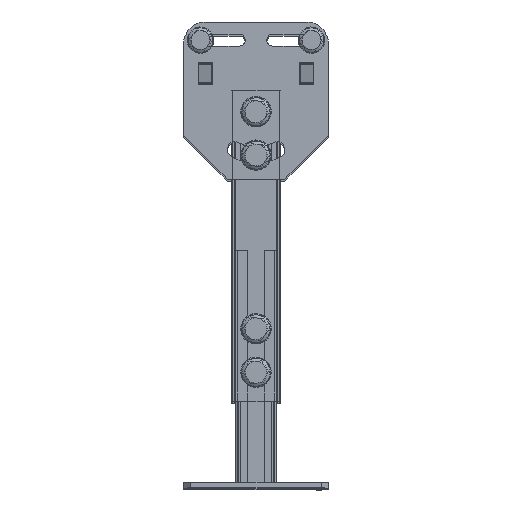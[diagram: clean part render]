
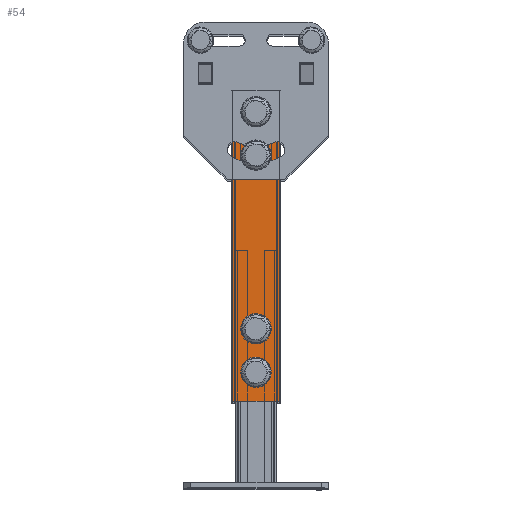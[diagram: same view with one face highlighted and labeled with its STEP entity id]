
A CAD part, top view. The second image highlights one B-rep face of the part: STEP entity #54.
In plain terms, the highlighted face is planar.
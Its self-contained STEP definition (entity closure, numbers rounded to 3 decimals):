
#54 = ADVANCED_FACE ( 'NONE', ( #8139, #9591, #7504, #4826, #1269 ), #8349, .F. ) ;
#121 = EDGE_LOOP ( 'NONE', ( #416, #4134 ) ) ;
#135 = DIRECTION ( 'NONE',  ( 0., 0., 1. ) ) ;
#176 = VECTOR ( 'NONE', #1051, 1000. ) ;
#211 = DIRECTION ( 'NONE',  ( -1., 0., 0. ) ) ;
#404 = DIRECTION ( 'NONE',  ( 0., 0., 1. ) ) ;
#416 = ORIENTED_EDGE ( 'NONE', *, *, #10293, .F. ) ;
#596 = CIRCLE ( 'NONE', #2114, 5.1 ) ;
#686 = AXIS2_PLACEMENT_3D ( 'NONE', #1851, #930, #1772 ) ;
#769 = CARTESIAN_POINT ( 'NONE',  ( -17., 0., 16. ) ) ;
#771 = VERTEX_POINT ( 'NONE', #10592 ) ;
#779 = CARTESIAN_POINT ( 'NONE',  ( -17., 20., 0. ) ) ;
#783 = ORIENTED_EDGE ( 'NONE', *, *, #7556, .T. ) ;
#862 = DIRECTION ( 'NONE',  ( -1., 0., 0. ) ) ;
#926 = ORIENTED_EDGE ( 'NONE', *, *, #959, .F. ) ;
#930 = DIRECTION ( 'NONE',  ( 1., 0., 0. ) ) ;
#950 = CARTESIAN_POINT ( 'NONE',  ( -17., 215., 17. ) ) ;
#959 = EDGE_CURVE ( 'NONE', #5370, #5026, #2048, .T. ) ;
#1051 = DIRECTION ( 'NONE',  ( 0., 0., 1. ) ) ;
#1064 = CARTESIAN_POINT ( 'NONE',  ( -17., 200., 0. ) ) ;
#1136 = LINE ( 'NONE', #2823, #10736 ) ;
#1269 = FACE_OUTER_BOUND ( 'NONE', #10058, .T. ) ;
#1310 = DIRECTION ( 'NONE',  ( 0., 1., 0. ) ) ;
#1333 = EDGE_CURVE ( 'NONE', #3954, #8918, #2027, .T. ) ;
#1419 = CARTESIAN_POINT ( 'NONE',  ( -17., 215., 16. ) ) ;
#1470 = VERTEX_POINT ( 'NONE', #4236 ) ;
#1622 = DIRECTION ( 'NONE',  ( 0., 0., 1. ) ) ;
#1674 = CARTESIAN_POINT ( 'NONE',  ( -17., 200., 0. ) ) ;
#1709 = DIRECTION ( 'NONE',  ( 0., 0., 1. ) ) ;
#1772 = DIRECTION ( 'NONE',  ( 0., 0., -1. ) ) ;
#1851 = CARTESIAN_POINT ( 'NONE',  ( -17., 215., 17. ) ) ;
#1894 = AXIS2_PLACEMENT_3D ( 'NONE', #3542, #3330, #8427 ) ;
#2027 = CIRCLE ( 'NONE', #7441, 5.1 ) ;
#2048 = CIRCLE ( 'NONE', #1894, 5.1 ) ;
#2114 = AXIS2_PLACEMENT_3D ( 'NONE', #1064, #211, #10198 ) ;
#2170 = CARTESIAN_POINT ( 'NONE',  ( -17., 170., 0. ) ) ;
#2316 = LINE ( 'NONE', #950, #8908 ) ;
#2374 = AXIS2_PLACEMENT_3D ( 'NONE', #2170, #5414, #404 ) ;
#2571 = EDGE_CURVE ( 'NONE', #7080, #6496, #1136, .T. ) ;
#2673 = DIRECTION ( 'NONE',  ( 0., 0., 1. ) ) ;
#2801 = CARTESIAN_POINT ( 'NONE',  ( -17., 170., 5.1 ) ) ;
#2823 = CARTESIAN_POINT ( 'NONE',  ( -17., 215., -16. ) ) ;
#3128 = CARTESIAN_POINT ( 'NONE',  ( -17., 215., -16. ) ) ;
#3177 = CARTESIAN_POINT ( 'NONE',  ( -17., 170., -5.1 ) ) ;
#3330 = DIRECTION ( 'NONE',  ( -1., 0., 0. ) ) ;
#3352 = CARTESIAN_POINT ( 'NONE',  ( -17., 20., 0. ) ) ;
#3367 = DIRECTION ( 'NONE',  ( 0., 0., 1. ) ) ;
#3375 = EDGE_CURVE ( 'NONE', #8918, #3954, #4164, .T. ) ;
#3384 = LINE ( 'NONE', #1419, #3515 ) ;
#3515 = VECTOR ( 'NONE', #1310, 1000. ) ;
#3542 = CARTESIAN_POINT ( 'NONE',  ( -17., 170., 0. ) ) ;
#3626 = EDGE_CURVE ( 'NONE', #7080, #6965, #2316, .T. ) ;
#3954 = VERTEX_POINT ( 'NONE', #6378 ) ;
#4120 = CIRCLE ( 'NONE', #8423, 5.1 ) ;
#4134 = ORIENTED_EDGE ( 'NONE', *, *, #4161, .F. ) ;
#4140 = DIRECTION ( 'NONE',  ( -1., 0., 0. ) ) ;
#4161 = EDGE_CURVE ( 'NONE', #10380, #1470, #596, .T. ) ;
#4164 = CIRCLE ( 'NONE', #4317, 5.1 ) ;
#4236 = CARTESIAN_POINT ( 'NONE',  ( -17., 200., 5.1 ) ) ;
#4266 = EDGE_CURVE ( 'NONE', #5026, #5370, #4268, .T. ) ;
#4268 = CIRCLE ( 'NONE', #2374, 5.1 ) ;
#4279 = CARTESIAN_POINT ( 'NONE',  ( -17., 0., -16. ) ) ;
#4317 = AXIS2_PLACEMENT_3D ( 'NONE', #3352, #5030, #7482 ) ;
#4431 = CIRCLE ( 'NONE', #5327, 5.1 ) ;
#4617 = EDGE_CURVE ( 'NONE', #6496, #9811, #5805, .T. ) ;
#4791 = EDGE_LOOP ( 'NONE', ( #6099, #9472 ) ) ;
#4826 = FACE_BOUND ( 'NONE', #5655, .T. ) ;
#5026 = VERTEX_POINT ( 'NONE', #3177 ) ;
#5030 = DIRECTION ( 'NONE',  ( -1., 0., 0. ) ) ;
#5211 = ORIENTED_EDGE ( 'NONE', *, *, #4266, .F. ) ;
#5327 = AXIS2_PLACEMENT_3D ( 'NONE', #5866, #862, #1709 ) ;
#5370 = VERTEX_POINT ( 'NONE', #2801 ) ;
#5414 = DIRECTION ( 'NONE',  ( -1., 0., 0. ) ) ;
#5655 = EDGE_LOOP ( 'NONE', ( #926, #5211 ) ) ;
#5805 = LINE ( 'NONE', #5902, #176 ) ;
#5832 = ORIENTED_EDGE ( 'NONE', *, *, #3626, .F. ) ;
#5866 = CARTESIAN_POINT ( 'NONE',  ( -17., 50., 0. ) ) ;
#5902 = CARTESIAN_POINT ( 'NONE',  ( -17., 0., 17. ) ) ;
#6099 = ORIENTED_EDGE ( 'NONE', *, *, #7695, .F. ) ;
#6254 = CARTESIAN_POINT ( 'NONE',  ( -17., 215., 16. ) ) ;
#6378 = CARTESIAN_POINT ( 'NONE',  ( -17., 20., 5.1 ) ) ;
#6496 = VERTEX_POINT ( 'NONE', #4279 ) ;
#6965 = VERTEX_POINT ( 'NONE', #6254 ) ;
#7080 = VERTEX_POINT ( 'NONE', #3128 ) ;
#7218 = ORIENTED_EDGE ( 'NONE', *, *, #3375, .F. ) ;
#7341 = DIRECTION ( 'NONE',  ( -1., 0., 0. ) ) ;
#7441 = AXIS2_PLACEMENT_3D ( 'NONE', #779, #7341, #1622 ) ;
#7482 = DIRECTION ( 'NONE',  ( 0., 0., 1. ) ) ;
#7504 = FACE_BOUND ( 'NONE', #121, .T. ) ;
#7556 = EDGE_CURVE ( 'NONE', #9811, #6965, #3384, .T. ) ;
#7646 = VERTEX_POINT ( 'NONE', #9769 ) ;
#7695 = EDGE_CURVE ( 'NONE', #771, #7646, #4431, .T. ) ;
#8086 = CARTESIAN_POINT ( 'NONE',  ( -17., 20., -5.1 ) ) ;
#8139 = FACE_BOUND ( 'NONE', #4791, .T. ) ;
#8141 = AXIS2_PLACEMENT_3D ( 'NONE', #9402, #8486, #2673 ) ;
#8349 = PLANE ( 'NONE',  #686 ) ;
#8423 = AXIS2_PLACEMENT_3D ( 'NONE', #1674, #4140, #3367 ) ;
#8427 = DIRECTION ( 'NONE',  ( 0., 0., 1. ) ) ;
#8486 = DIRECTION ( 'NONE',  ( -1., 0., 0. ) ) ;
#8528 = ORIENTED_EDGE ( 'NONE', *, *, #4617, .T. ) ;
#8687 = CARTESIAN_POINT ( 'NONE',  ( -17., 200., -5.1 ) ) ;
#8908 = VECTOR ( 'NONE', #135, 1000. ) ;
#8918 = VERTEX_POINT ( 'NONE', #8086 ) ;
#9242 = ORIENTED_EDGE ( 'NONE', *, *, #2571, .T. ) ;
#9402 = CARTESIAN_POINT ( 'NONE',  ( -17., 50., 0. ) ) ;
#9448 = EDGE_CURVE ( 'NONE', #7646, #771, #10568, .T. ) ;
#9472 = ORIENTED_EDGE ( 'NONE', *, *, #9448, .F. ) ;
#9591 = FACE_BOUND ( 'NONE', #9900, .T. ) ;
#9769 = CARTESIAN_POINT ( 'NONE',  ( -17., 50., -5.1 ) ) ;
#9811 = VERTEX_POINT ( 'NONE', #769 ) ;
#9900 = EDGE_LOOP ( 'NONE', ( #10669, #7218 ) ) ;
#10058 = EDGE_LOOP ( 'NONE', ( #8528, #783, #5832, #9242 ) ) ;
#10198 = DIRECTION ( 'NONE',  ( 0., 0., 1. ) ) ;
#10282 = DIRECTION ( 'NONE',  ( 0., -1., 0. ) ) ;
#10293 = EDGE_CURVE ( 'NONE', #1470, #10380, #4120, .T. ) ;
#10380 = VERTEX_POINT ( 'NONE', #8687 ) ;
#10568 = CIRCLE ( 'NONE', #8141, 5.1 ) ;
#10592 = CARTESIAN_POINT ( 'NONE',  ( -17., 50., 5.1 ) ) ;
#10669 = ORIENTED_EDGE ( 'NONE', *, *, #1333, .F. ) ;
#10736 = VECTOR ( 'NONE', #10282, 1000. ) ;
